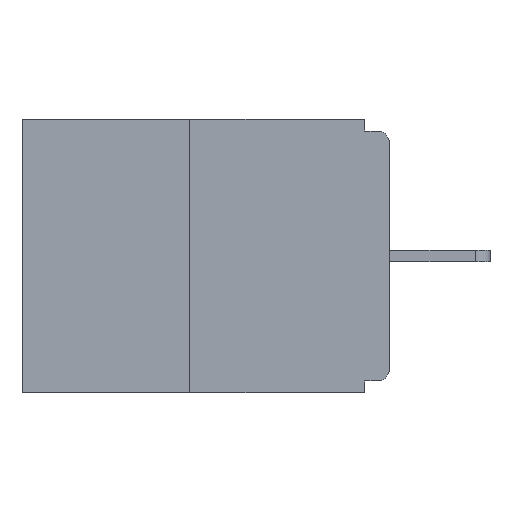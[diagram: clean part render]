
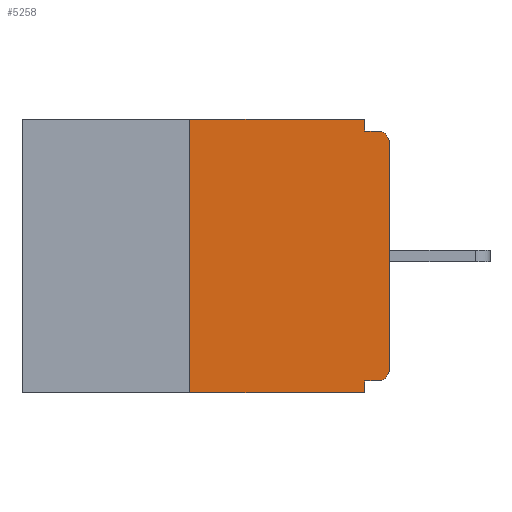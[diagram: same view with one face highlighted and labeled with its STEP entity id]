
A CAD part, left-side view. The second image highlights one B-rep face of the part: STEP entity #5258.
In plain terms, the highlighted planar face has unit normal (-1, 0, 0).
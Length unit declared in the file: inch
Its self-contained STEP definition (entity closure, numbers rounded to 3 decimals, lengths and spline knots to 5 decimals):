
#63 = DIRECTION ( 'NONE',  ( -1., 0., 0. ) ) ;
#79 = VERTEX_POINT ( 'NONE', #11099 ) ;
#98 = DIRECTION ( 'NONE',  ( 0., 0., -1. ) ) ;
#112 = CARTESIAN_POINT ( 'NONE',  ( 0., 0., -0.03 ) ) ;
#485 = DIRECTION ( 'NONE',  ( 0., 1., 0. ) ) ;
#550 = CARTESIAN_POINT ( 'NONE',  ( 0., 0.46, 0. ) ) ;
#845 = DIRECTION ( 'NONE',  ( 0., 0., -1. ) ) ;
#885 = VECTOR ( 'NONE', #9499, 39.37008 ) ;
#890 = ORIENTED_EDGE ( 'NONE', *, *, #3171, .F. ) ;
#1021 = ORIENTED_EDGE ( 'NONE', *, *, #3943, .T. ) ;
#1128 = VERTEX_POINT ( 'NONE', #2336 ) ;
#1211 = LINE ( 'NONE', #8256, #10271 ) ;
#1359 = FACE_OUTER_BOUND ( 'NONE', #3447, .T. ) ;
#1407 = CARTESIAN_POINT ( 'NONE',  ( 0., 0.015, -0.313 ) ) ;
#1670 = LINE ( 'NONE', #11263, #4822 ) ;
#1990 = PLANE ( 'NONE',  #10664 ) ;
#2238 = AXIS2_PLACEMENT_3D ( 'NONE', #10668, #63, #98 ) ;
#2336 = CARTESIAN_POINT ( 'NONE',  ( 0., 0.25, -0.343 ) ) ;
#2516 = CARTESIAN_POINT ( 'NONE',  ( 0., 0.031, 0. ) ) ;
#2562 = VERTEX_POINT ( 'NONE', #10838 ) ;
#2564 = DIRECTION ( 'NONE',  ( 0., -1., 0. ) ) ;
#2596 = VERTEX_POINT ( 'NONE', #4800 ) ;
#2625 = VECTOR ( 'NONE', #845, 39.37008 ) ;
#2895 = DIRECTION ( 'NONE',  ( 0., 0., 1. ) ) ;
#2932 = DIRECTION ( 'NONE',  ( 0., -1., 0. ) ) ;
#2937 = CARTESIAN_POINT ( 'NONE',  ( 0., 0., 0. ) ) ;
#3019 = CARTESIAN_POINT ( 'NONE',  ( 0., 0.46, 0. ) ) ;
#3070 = DIRECTION ( 'NONE',  ( 0., -1., 0. ) ) ;
#3144 = DIRECTION ( 'NONE',  ( -1., 0., 0. ) ) ;
#3171 = EDGE_CURVE ( 'NONE', #9340, #4098, #7184, .T. ) ;
#3445 = CARTESIAN_POINT ( 'NONE',  ( 0., 0.015, -0.015 ) ) ;
#3447 = EDGE_LOOP ( 'NONE', ( #8913, #8729, #8665, #6440, #890, #7447, #1021, #11002, #6320, #3768 ) ) ;
#3768 = ORIENTED_EDGE ( 'NONE', *, *, #10958, .F. ) ;
#3943 = EDGE_CURVE ( 'NONE', #4297, #10793, #10854, .T. ) ;
#4098 = VERTEX_POINT ( 'NONE', #6748 ) ;
#4272 = LINE ( 'NONE', #2516, #2625 ) ;
#4297 = VERTEX_POINT ( 'NONE', #7056 ) ;
#4523 = VERTEX_POINT ( 'NONE', #8782 ) ;
#4800 = CARTESIAN_POINT ( 'NONE',  ( 0., 0.031, 0. ) ) ;
#4822 = VECTOR ( 'NONE', #2564, 39.37008 ) ;
#5215 = EDGE_CURVE ( 'NONE', #4098, #4523, #6309, .T. ) ;
#5258 = ADVANCED_FACE ( 'NONE', ( #1359 ), #1990, .F. ) ;
#5640 = EDGE_CURVE ( 'NONE', #2562, #8462, #1211, .T. ) ;
#6160 = CARTESIAN_POINT ( 'NONE',  ( 0., 0.015, -0.328 ) ) ;
#6309 = LINE ( 'NONE', #7263, #10006 ) ;
#6320 = ORIENTED_EDGE ( 'NONE', *, *, #5640, .F. ) ;
#6407 = DIRECTION ( 'NONE',  ( 1., 0., 0. ) ) ;
#6440 = ORIENTED_EDGE ( 'NONE', *, *, #5215, .F. ) ;
#6748 = CARTESIAN_POINT ( 'NONE',  ( 0., 0.031, -0.328 ) ) ;
#6925 = CIRCLE ( 'NONE', #2238, 0.015 ) ;
#7056 = CARTESIAN_POINT ( 'NONE',  ( 0., 0., -0.313 ) ) ;
#7184 = LINE ( 'NONE', #8373, #7601 ) ;
#7263 = CARTESIAN_POINT ( 'NONE',  ( 0., 0.031, -0.343 ) ) ;
#7286 = VECTOR ( 'NONE', #2895, 39.37008 ) ;
#7403 = DIRECTION ( 'NONE',  ( 0., 0., -1. ) ) ;
#7447 = ORIENTED_EDGE ( 'NONE', *, *, #10743, .T. ) ;
#7601 = VECTOR ( 'NONE', #485, 39.37008 ) ;
#7762 = EDGE_CURVE ( 'NONE', #1128, #79, #10375, .T. ) ;
#7842 = DIRECTION ( 'NONE',  ( 0., 0., -1. ) ) ;
#8142 = DIRECTION ( 'NONE',  ( 0., 0., -1. ) ) ;
#8256 = CARTESIAN_POINT ( 'NONE',  ( 0., 0., -0.015 ) ) ;
#8367 = CARTESIAN_POINT ( 'NONE',  ( 0., 0.25, 0. ) ) ;
#8373 = CARTESIAN_POINT ( 'NONE',  ( 0., 0., -0.328 ) ) ;
#8462 = VERTEX_POINT ( 'NONE', #3445 ) ;
#8665 = ORIENTED_EDGE ( 'NONE', *, *, #9293, .T. ) ;
#8729 = ORIENTED_EDGE ( 'NONE', *, *, #7762, .F. ) ;
#8740 = EDGE_CURVE ( 'NONE', #10793, #8462, #6925, .T. ) ;
#8782 = CARTESIAN_POINT ( 'NONE',  ( 0., 0.031, -0.343 ) ) ;
#8913 = ORIENTED_EDGE ( 'NONE', *, *, #10629, .F. ) ;
#9113 = CIRCLE ( 'NONE', #11315, 0.015 ) ;
#9293 = EDGE_CURVE ( 'NONE', #1128, #4523, #1670, .T. ) ;
#9340 = VERTEX_POINT ( 'NONE', #6160 ) ;
#9499 = DIRECTION ( 'NONE',  ( 0., 0., 1. ) ) ;
#9910 = LINE ( 'NONE', #550, #10193 ) ;
#10006 = VECTOR ( 'NONE', #7403, 39.37008 ) ;
#10193 = VECTOR ( 'NONE', #3070, 39.37008 ) ;
#10271 = VECTOR ( 'NONE', #2932, 39.37008 ) ;
#10375 = LINE ( 'NONE', #8367, #885 ) ;
#10629 = EDGE_CURVE ( 'NONE', #79, #2596, #9910, .T. ) ;
#10664 = AXIS2_PLACEMENT_3D ( 'NONE', #3019, #6407, #8142 ) ;
#10668 = CARTESIAN_POINT ( 'NONE',  ( 0., 0.015, -0.03 ) ) ;
#10743 = EDGE_CURVE ( 'NONE', #9340, #4297, #9113, .T. ) ;
#10793 = VERTEX_POINT ( 'NONE', #112 ) ;
#10838 = CARTESIAN_POINT ( 'NONE',  ( 0., 0.031, -0.015 ) ) ;
#10854 = LINE ( 'NONE', #2937, #7286 ) ;
#10958 = EDGE_CURVE ( 'NONE', #2596, #2562, #4272, .T. ) ;
#11002 = ORIENTED_EDGE ( 'NONE', *, *, #8740, .T. ) ;
#11099 = CARTESIAN_POINT ( 'NONE',  ( 0., 0.25, 0. ) ) ;
#11263 = CARTESIAN_POINT ( 'NONE',  ( 0., 0.46, -0.343 ) ) ;
#11315 = AXIS2_PLACEMENT_3D ( 'NONE', #1407, #3144, #7842 ) ;
